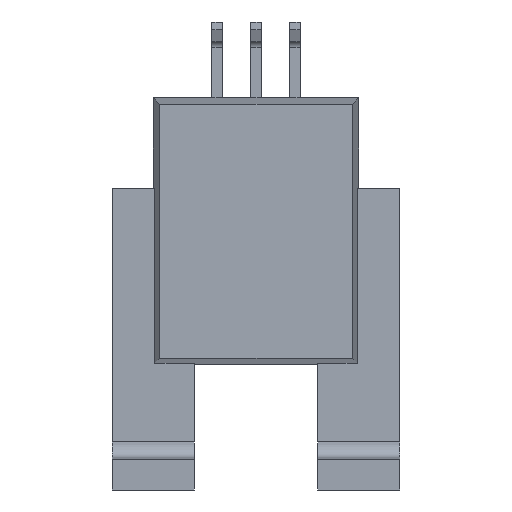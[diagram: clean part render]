
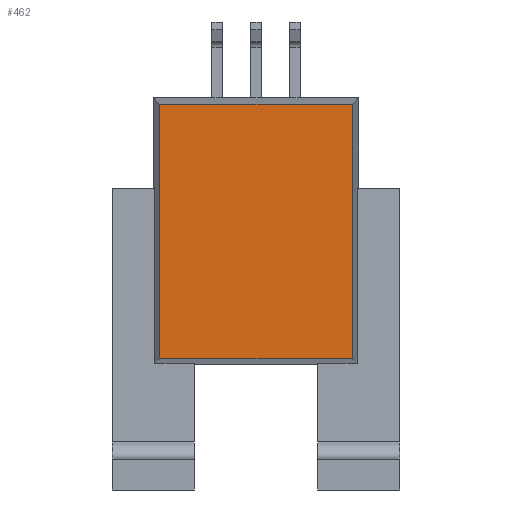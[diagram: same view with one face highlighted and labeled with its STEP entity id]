
A CAD part, front view. The second image highlights one B-rep face of the part: STEP entity #462.
In plain terms, the highlighted planar face has unit normal (0, -1, 0).
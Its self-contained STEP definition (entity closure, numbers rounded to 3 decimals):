
#190 = ORIENTED_EDGE ( 'NONE', *, *, #367, .F. ) ;
#191 = ORIENTED_EDGE ( 'NONE', *, *, #222, .F. ) ;
#220 = VERTEX_POINT ( 'NONE', #1386 ) ;
#222 = EDGE_CURVE ( 'NONE', #220, #365, #1384, .T. ) ;
#365 = VERTEX_POINT ( 'NONE', #1750 ) ;
#367 = EDGE_CURVE ( 'NONE', #365, #368, #1749, .T. ) ;
#368 = VERTEX_POINT ( 'NONE', #1745 ) ;
#438 = ORIENTED_EDGE ( 'NONE', *, *, #454, .F. ) ;
#440 = VERTEX_POINT ( 'NONE', #2089 ) ;
#441 = EDGE_LOOP ( 'NONE', ( #443, #438, #190, #191 ) ) ;
#443 = ORIENTED_EDGE ( 'NONE', *, *, #458, .F. ) ;
#454 = EDGE_CURVE ( 'NONE', #368, #440, #1967, .T. ) ;
#458 = EDGE_CURVE ( 'NONE', #440, #220, #2161, .T. ) ;
#462 = ADVANCED_FACE ( 'NONE', ( #2152 ), #2137, .T. ) ;
#1381 = DIRECTION ( 'NONE',  ( -1., 0., 0. ) ) ;
#1382 = VECTOR ( 'NONE', #1381, 1000. ) ;
#1383 = CARTESIAN_POINT ( 'NONE',  ( -5., -3.5, -6.194 ) ) ;
#1384 = LINE ( 'NONE', #1383, #1382 ) ;
#1386 = CARTESIAN_POINT ( 'NONE',  ( 4.694, -3.5, -6.194 ) ) ;
#1745 = CARTESIAN_POINT ( 'NONE',  ( -4.694, -3.5, 6.194 ) ) ;
#1746 = DIRECTION ( 'NONE',  ( 0., 0., 1. ) ) ;
#1747 = VECTOR ( 'NONE', #1746, 1000. ) ;
#1748 = CARTESIAN_POINT ( 'NONE',  ( -4.694, -3.5, 6.5 ) ) ;
#1749 = LINE ( 'NONE', #1748, #1747 ) ;
#1750 = CARTESIAN_POINT ( 'NONE',  ( -4.694, -3.5, -6.194 ) ) ;
#1964 = DIRECTION ( 'NONE',  ( 1., 0., 0. ) ) ;
#1965 = VECTOR ( 'NONE', #1964, 1000. ) ;
#1966 = CARTESIAN_POINT ( 'NONE',  ( -5., -3.5, 6.194 ) ) ;
#1967 = LINE ( 'NONE', #1966, #1965 ) ;
#2089 = CARTESIAN_POINT ( 'NONE',  ( 4.694, -3.5, 6.194 ) ) ;
#2131 = DIRECTION ( 'NONE',  ( 0., 0., -1. ) ) ;
#2132 = DIRECTION ( 'NONE',  ( 0., -1., 0. ) ) ;
#2133 = CARTESIAN_POINT ( 'NONE',  ( 5., -3.5, -6.5 ) ) ;
#2134 = AXIS2_PLACEMENT_3D ( 'NONE', #2133, #2132, #2131 ) ;
#2137 = PLANE ( 'NONE',  #2134 ) ;
#2152 = FACE_OUTER_BOUND ( 'NONE', #441, .T. ) ;
#2158 = DIRECTION ( 'NONE',  ( 0., 0., -1. ) ) ;
#2159 = VECTOR ( 'NONE', #2158, 1000. ) ;
#2160 = CARTESIAN_POINT ( 'NONE',  ( 4.694, -3.5, 6.5 ) ) ;
#2161 = LINE ( 'NONE', #2160, #2159 ) ;
